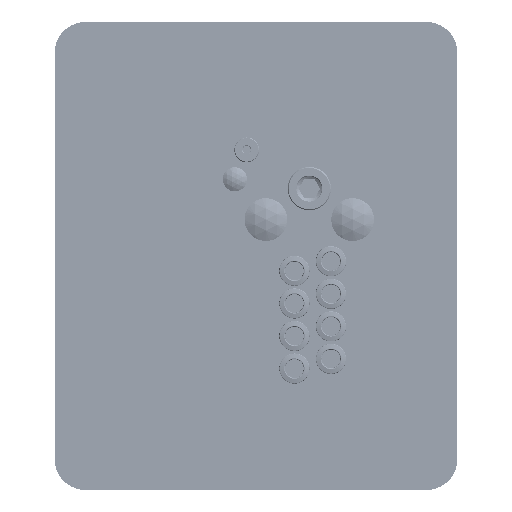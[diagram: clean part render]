
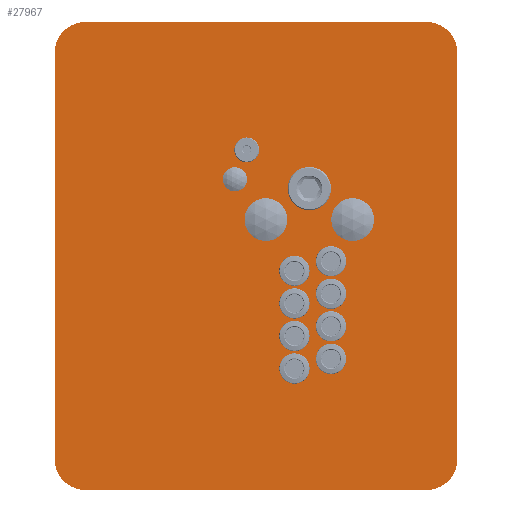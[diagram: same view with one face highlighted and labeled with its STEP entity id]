
A CAD part, front view. The second image highlights one B-rep face of the part: STEP entity #27967.
In plain terms, the highlighted planar face has unit normal (0, -1, 0).
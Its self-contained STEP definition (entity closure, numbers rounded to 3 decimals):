
#1446=FACE_BOUND('',#6796,.T.);
#1447=FACE_BOUND('',#6797,.T.);
#1448=FACE_BOUND('',#6798,.T.);
#1449=FACE_BOUND('',#6799,.T.);
#1450=FACE_BOUND('',#6800,.T.);
#1451=FACE_BOUND('',#6801,.T.);
#1452=FACE_BOUND('',#6802,.T.);
#1453=FACE_BOUND('',#6803,.T.);
#1454=FACE_BOUND('',#6804,.T.);
#1455=FACE_BOUND('',#6805,.T.);
#1456=FACE_BOUND('',#6806,.T.);
#1457=FACE_BOUND('',#6807,.T.);
#1458=FACE_BOUND('',#6808,.T.);
#2475=CIRCLE('',#30582,5.1);
#2477=CIRCLE('',#30585,3.75);
#2479=CIRCLE('',#30588,3.75);
#2481=CIRCLE('',#30591,3.75);
#2483=CIRCLE('',#30594,3.75);
#2485=CIRCLE('',#30597,2.75);
#2487=CIRCLE('',#30600,2.75);
#2489=CIRCLE('',#30603,3.75);
#2491=CIRCLE('',#30606,3.75);
#2493=CIRCLE('',#30609,3.75);
#2495=CIRCLE('',#30612,3.75);
#2497=CIRCLE('',#30615,5.1);
#2499=CIRCLE('',#30618,5.1);
#2514=CIRCLE('',#30646,10.);
#2518=CIRCLE('',#30653,10.);
#2519=CIRCLE('',#30656,10.);
#2520=CIRCLE('',#30659,10.);
#4633=FACE_OUTER_BOUND('',#6795,.T.);
#6795=EDGE_LOOP('',(#24013,#24014,#24015,#24016,#24017,#24018,#24019,#24020));
#6796=EDGE_LOOP('',(#24021));
#6797=EDGE_LOOP('',(#24022));
#6798=EDGE_LOOP('',(#24023));
#6799=EDGE_LOOP('',(#24024));
#6800=EDGE_LOOP('',(#24025));
#6801=EDGE_LOOP('',(#24026));
#6802=EDGE_LOOP('',(#24027));
#6803=EDGE_LOOP('',(#24028));
#6804=EDGE_LOOP('',(#24029));
#6805=EDGE_LOOP('',(#24030));
#6806=EDGE_LOOP('',(#24031));
#6807=EDGE_LOOP('',(#24032));
#6808=EDGE_LOOP('',(#24033));
#9360=LINE('',#46840,#11622);
#9366=LINE('',#46860,#11628);
#9369=LINE('',#46868,#11631);
#9371=LINE('',#46874,#11633);
#11622=VECTOR('',#37597,10.);
#11628=VECTOR('',#37617,10.);
#11631=VECTOR('',#37626,10.);
#11633=VECTOR('',#37634,10.);
#13984=VERTEX_POINT('',#46726);
#13986=VERTEX_POINT('',#46731);
#13988=VERTEX_POINT('',#46736);
#13990=VERTEX_POINT('',#46741);
#13992=VERTEX_POINT('',#46746);
#13994=VERTEX_POINT('',#46751);
#13996=VERTEX_POINT('',#46756);
#13998=VERTEX_POINT('',#46761);
#14000=VERTEX_POINT('',#46766);
#14002=VERTEX_POINT('',#46771);
#14004=VERTEX_POINT('',#46776);
#14006=VERTEX_POINT('',#46781);
#14008=VERTEX_POINT('',#46786);
#14024=VERTEX_POINT('',#46830);
#14025=VERTEX_POINT('',#46832);
#14027=VERTEX_POINT('',#46838);
#14033=VERTEX_POINT('',#46854);
#14034=VERTEX_POINT('',#46858);
#14035=VERTEX_POINT('',#46862);
#14036=VERTEX_POINT('',#46866);
#14037=VERTEX_POINT('',#46870);
#17460=EDGE_CURVE('',#13984,#13984,#2475,.T.);
#17462=EDGE_CURVE('',#13986,#13986,#2477,.T.);
#17464=EDGE_CURVE('',#13988,#13988,#2479,.T.);
#17466=EDGE_CURVE('',#13990,#13990,#2481,.T.);
#17468=EDGE_CURVE('',#13992,#13992,#2483,.T.);
#17470=EDGE_CURVE('',#13994,#13994,#2485,.T.);
#17472=EDGE_CURVE('',#13996,#13996,#2487,.T.);
#17474=EDGE_CURVE('',#13998,#13998,#2489,.T.);
#17476=EDGE_CURVE('',#14000,#14000,#2491,.T.);
#17478=EDGE_CURVE('',#14002,#14002,#2493,.T.);
#17480=EDGE_CURVE('',#14004,#14004,#2495,.T.);
#17482=EDGE_CURVE('',#14006,#14006,#2497,.T.);
#17484=EDGE_CURVE('',#14008,#14008,#2499,.T.);
#17500=EDGE_CURVE('',#14024,#14025,#2514,.T.);
#17504=EDGE_CURVE('',#14024,#14027,#9360,.T.);
#17512=EDGE_CURVE('',#14033,#14027,#2518,.T.);
#17514=EDGE_CURVE('',#14033,#14034,#9366,.T.);
#17516=EDGE_CURVE('',#14035,#14034,#2519,.T.);
#17518=EDGE_CURVE('',#14035,#14036,#9369,.T.);
#17520=EDGE_CURVE('',#14037,#14036,#2520,.T.);
#17521=EDGE_CURVE('',#14037,#14025,#9371,.T.);
#24013=ORIENTED_EDGE('',*,*,#17500,.F.);
#24014=ORIENTED_EDGE('',*,*,#17504,.T.);
#24015=ORIENTED_EDGE('',*,*,#17512,.F.);
#24016=ORIENTED_EDGE('',*,*,#17514,.T.);
#24017=ORIENTED_EDGE('',*,*,#17516,.F.);
#24018=ORIENTED_EDGE('',*,*,#17518,.T.);
#24019=ORIENTED_EDGE('',*,*,#17520,.F.);
#24020=ORIENTED_EDGE('',*,*,#17521,.T.);
#24021=ORIENTED_EDGE('',*,*,#17460,.T.);
#24022=ORIENTED_EDGE('',*,*,#17462,.T.);
#24023=ORIENTED_EDGE('',*,*,#17464,.T.);
#24024=ORIENTED_EDGE('',*,*,#17466,.T.);
#24025=ORIENTED_EDGE('',*,*,#17468,.T.);
#24026=ORIENTED_EDGE('',*,*,#17470,.T.);
#24027=ORIENTED_EDGE('',*,*,#17472,.T.);
#24028=ORIENTED_EDGE('',*,*,#17474,.T.);
#24029=ORIENTED_EDGE('',*,*,#17476,.T.);
#24030=ORIENTED_EDGE('',*,*,#17478,.T.);
#24031=ORIENTED_EDGE('',*,*,#17480,.T.);
#24032=ORIENTED_EDGE('',*,*,#17482,.T.);
#24033=ORIENTED_EDGE('',*,*,#17484,.T.);
#26518=PLANE('',#30661);
#27967=ADVANCED_FACE('',(#4633,#1446,#1447,#1448,#1449,#1450,#1451,#1452,
#1453,#1454,#1455,#1456,#1457,#1458),#26518,.T.);
#30582=AXIS2_PLACEMENT_3D('',#46727,#37461,#37462);
#30585=AXIS2_PLACEMENT_3D('',#46732,#37467,#37468);
#30588=AXIS2_PLACEMENT_3D('',#46737,#37473,#37474);
#30591=AXIS2_PLACEMENT_3D('',#46742,#37479,#37480);
#30594=AXIS2_PLACEMENT_3D('',#46747,#37485,#37486);
#30597=AXIS2_PLACEMENT_3D('',#46752,#37491,#37492);
#30600=AXIS2_PLACEMENT_3D('',#46757,#37497,#37498);
#30603=AXIS2_PLACEMENT_3D('',#46762,#37503,#37504);
#30606=AXIS2_PLACEMENT_3D('',#46767,#37509,#37510);
#30609=AXIS2_PLACEMENT_3D('',#46772,#37515,#37516);
#30612=AXIS2_PLACEMENT_3D('',#46777,#37521,#37522);
#30615=AXIS2_PLACEMENT_3D('',#46782,#37527,#37528);
#30618=AXIS2_PLACEMENT_3D('',#46787,#37533,#37534);
#30646=AXIS2_PLACEMENT_3D('',#46833,#37590,#37591);
#30653=AXIS2_PLACEMENT_3D('',#46856,#37612,#37613);
#30656=AXIS2_PLACEMENT_3D('',#46864,#37621,#37622);
#30659=AXIS2_PLACEMENT_3D('',#46872,#37630,#37631);
#30661=AXIS2_PLACEMENT_3D('',#46875,#37635,#37636);
#37461=DIRECTION('center_axis',(0.,1.,0.));
#37462=DIRECTION('ref_axis',(-1.,0.,0.));
#37467=DIRECTION('center_axis',(0.,1.,0.));
#37468=DIRECTION('ref_axis',(-1.,0.,0.));
#37473=DIRECTION('center_axis',(0.,1.,0.));
#37474=DIRECTION('ref_axis',(-1.,0.,0.));
#37479=DIRECTION('center_axis',(0.,1.,0.));
#37480=DIRECTION('ref_axis',(-1.,0.,0.));
#37485=DIRECTION('center_axis',(0.,1.,0.));
#37486=DIRECTION('ref_axis',(-1.,0.,0.));
#37491=DIRECTION('center_axis',(0.,1.,0.));
#37492=DIRECTION('ref_axis',(-1.,0.,0.));
#37497=DIRECTION('center_axis',(0.,1.,0.));
#37498=DIRECTION('ref_axis',(-1.,0.,0.));
#37503=DIRECTION('center_axis',(0.,1.,0.));
#37504=DIRECTION('ref_axis',(-1.,0.,0.));
#37509=DIRECTION('center_axis',(0.,1.,0.));
#37510=DIRECTION('ref_axis',(-1.,0.,0.));
#37515=DIRECTION('center_axis',(0.,1.,0.));
#37516=DIRECTION('ref_axis',(-1.,0.,0.));
#37521=DIRECTION('center_axis',(0.,1.,0.));
#37522=DIRECTION('ref_axis',(-1.,0.,0.));
#37527=DIRECTION('center_axis',(0.,1.,0.));
#37528=DIRECTION('ref_axis',(-1.,0.,0.));
#37533=DIRECTION('center_axis',(0.,1.,0.));
#37534=DIRECTION('ref_axis',(-1.,0.,0.));
#37590=DIRECTION('center_axis',(0.,1.,0.));
#37591=DIRECTION('ref_axis',(-0.707,0.,-0.707));
#37597=DIRECTION('',(1.,0.,0.));
#37612=DIRECTION('center_axis',(0.,1.,0.));
#37613=DIRECTION('ref_axis',(0.707,0.,-0.707));
#37617=DIRECTION('',(0.,0.,1.));
#37621=DIRECTION('center_axis',(0.,1.,0.));
#37622=DIRECTION('ref_axis',(0.707,0.,0.707));
#37626=DIRECTION('',(-1.,0.,0.));
#37630=DIRECTION('center_axis',(0.,1.,0.));
#37631=DIRECTION('ref_axis',(-0.707,0.,0.707));
#37634=DIRECTION('',(0.,0.,-1.));
#37635=DIRECTION('center_axis',(0.,-1.,0.));
#37636=DIRECTION('ref_axis',(0.,0.,-1.));
#46726=CARTESIAN_POINT('',(-26.1,0.,-11.75));
#46727=CARTESIAN_POINT('Origin',(-31.2,0.,-11.75));
#46731=CARTESIAN_POINT('',(-20.45,0.,33.2));
#46732=CARTESIAN_POINT('Origin',(-24.2,0.,33.2));
#46736=CARTESIAN_POINT('',(-20.45,0.,12.2));
#46737=CARTESIAN_POINT('Origin',(-24.2,0.,12.2));
#46741=CARTESIAN_POINT('',(-8.65,0.,36.3));
#46742=CARTESIAN_POINT('Origin',(-12.4,0.,36.3));
#46746=CARTESIAN_POINT('',(-8.65,0.,15.3));
#46747=CARTESIAN_POINT('Origin',(-12.4,0.,15.3));
#46751=CARTESIAN_POINT('',(9.55,0.,-24.75));
#46752=CARTESIAN_POINT('Origin',(6.8,0.,-24.75));
#46756=CARTESIAN_POINT('',(5.75,0.,-34.25));
#46757=CARTESIAN_POINT('Origin',(3.,0.,-34.25));
#46761=CARTESIAN_POINT('',(-8.65,0.,4.8));
#46762=CARTESIAN_POINT('Origin',(-12.4,0.,4.8));
#46766=CARTESIAN_POINT('',(-8.65,0.,25.8));
#46767=CARTESIAN_POINT('Origin',(-12.4,0.,25.8));
#46771=CARTESIAN_POINT('',(-20.45,0.,1.7));
#46772=CARTESIAN_POINT('Origin',(-24.2,0.,1.7));
#46776=CARTESIAN_POINT('',(-20.45,0.,22.7));
#46777=CARTESIAN_POINT('Origin',(-24.2,0.,22.7));
#46781=CARTESIAN_POINT('',(-12.1,0.,-21.75));
#46782=CARTESIAN_POINT('Origin',(-17.2,0.,-21.75));
#46786=CARTESIAN_POINT('',(1.9,0.,-11.75));
#46787=CARTESIAN_POINT('Origin',(-3.2,0.,-11.75));
#46830=CARTESIAN_POINT('',(-55.,0.,-75.5));
#46832=CARTESIAN_POINT('',(-65.,0.,-65.5));
#46833=CARTESIAN_POINT('Origin',(-55.,0.,-65.5));
#46838=CARTESIAN_POINT('',(55.,0.,-75.5));
#46840=CARTESIAN_POINT('',(-65.,0.,-75.5));
#46854=CARTESIAN_POINT('',(65.,0.,-65.5));
#46856=CARTESIAN_POINT('Origin',(55.,0.,-65.5));
#46858=CARTESIAN_POINT('',(65.,0.,65.5));
#46860=CARTESIAN_POINT('',(65.,0.,-75.5));
#46862=CARTESIAN_POINT('',(55.,0.,75.5));
#46864=CARTESIAN_POINT('Origin',(55.,0.,65.5));
#46866=CARTESIAN_POINT('',(-55.,0.,75.5));
#46868=CARTESIAN_POINT('',(65.,0.,75.5));
#46870=CARTESIAN_POINT('',(-65.,0.,65.5));
#46872=CARTESIAN_POINT('Origin',(-55.,0.,65.5));
#46874=CARTESIAN_POINT('',(-65.,0.,75.5));
#46875=CARTESIAN_POINT('Origin',(0.,0.,0.));
